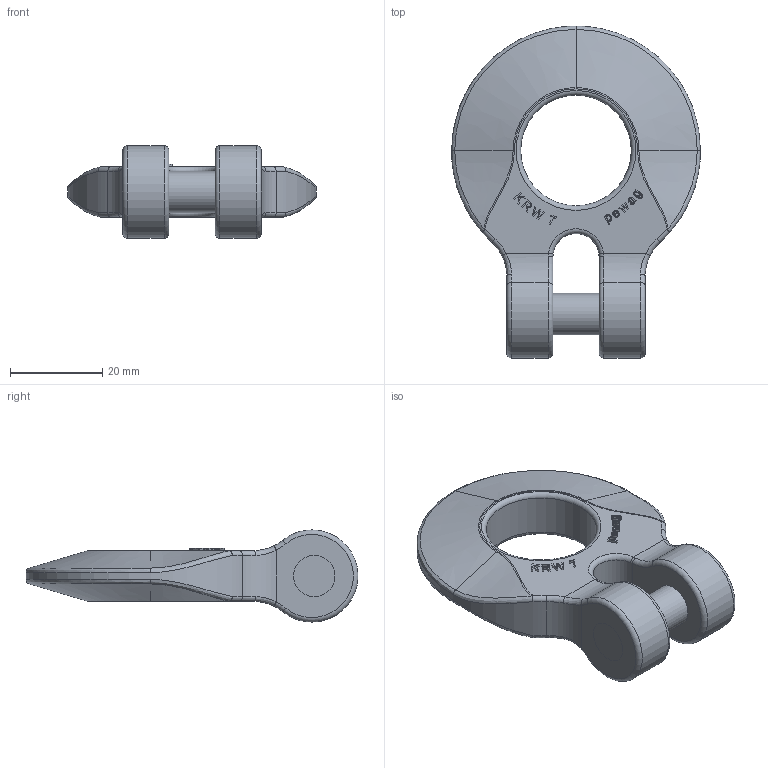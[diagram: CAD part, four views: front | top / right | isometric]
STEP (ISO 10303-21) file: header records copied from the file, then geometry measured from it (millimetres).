
FILE_DESCRIPTION(/* description */ (''),/* implementation_level */ '2;1');
FILE_NAME(/* name */ 'pewag_KRW_7',/* time_stamp */ '2010-02-01T14:54:19+01:00',/* author */ (''),/* organization */ (''),/* preprocessor_version */ 'ST-DEVELOPER v9',/* originating_system */ 'UGS - NX 4.0',/* authorisation */ '');
FILE_SCHEMA (('AUTOMOTIVE_DESIGN { 1 0 10303 214 1 1 1 1 }'));
Length unit declared in the file: millimetre
Products named in the file (1): ritFF9F5fy8
Bounding box: 54 x 72 x 20 mm (x, y, z)
Volume: 21733.3 mm3; surface area: 8839.6 mm2
Topology: 2 solids, 2 shells, 239 faces, 623 edges, 402 vertices
Faces by surface type: plane 92, extrusion 77, bspline 32, torus 24, cylinder 14
Full cylindrical faces by diameter (mm): 9 x3, 24 x1
Entity records: 8924 total; most frequent: CARTESIAN_POINT 3698, ORIENTED_EDGE 1230, DIRECTION 742, EDGE_CURVE 615, VERTEX_POINT 400, B_SPLINE_CURVE_WITH_KNOTS 375, VECTOR 308, EDGE_LOOP 265
